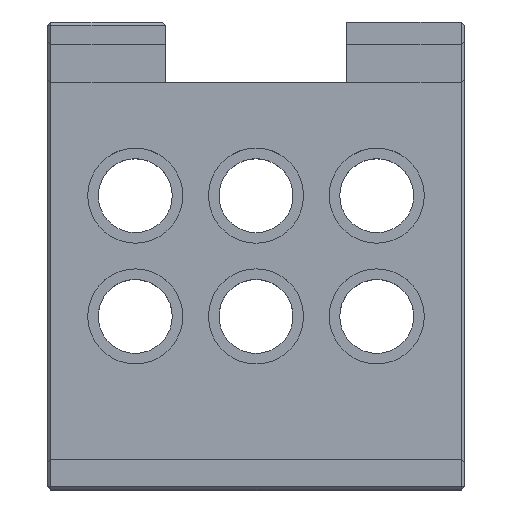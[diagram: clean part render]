
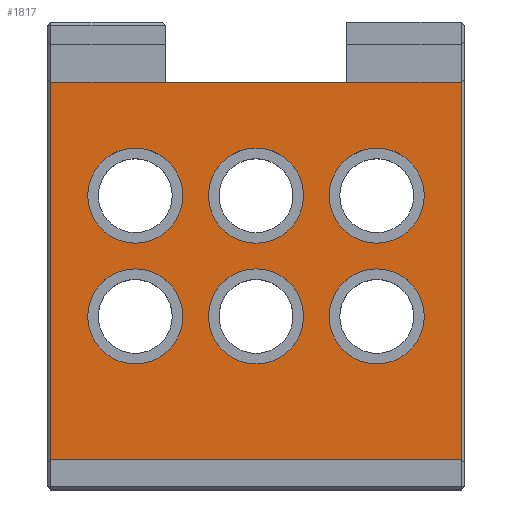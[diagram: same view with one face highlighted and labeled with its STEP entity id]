
A CAD part, top view. The second image highlights one B-rep face of the part: STEP entity #1817.
In plain terms, the highlighted planar face has unit normal (0, 0, 1).
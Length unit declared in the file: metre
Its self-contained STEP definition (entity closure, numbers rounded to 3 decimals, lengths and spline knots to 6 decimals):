
#32=LINE('',#2696,#241);
#77=LINE('',#2788,#286);
#78=LINE('',#2790,#287);
#79=LINE('',#2792,#288);
#80=LINE('',#2794,#289);
#81=LINE('',#2796,#290);
#241=VECTOR('',#2163,1.);
#286=VECTOR('',#2214,1.);
#287=VECTOR('',#2215,1.);
#288=VECTOR('',#2216,1.);
#289=VECTOR('',#2217,1.);
#290=VECTOR('',#2218,1.);
#437=PLANE('',#1963);
#611=ORIENTED_EDGE('',*,*,#1033,.T.);
#612=ORIENTED_EDGE('',*,*,#1031,.T.);
#613=ORIENTED_EDGE('',*,*,#1029,.T.);
#614=ORIENTED_EDGE('',*,*,#1027,.T.);
#615=ORIENTED_EDGE('',*,*,#1025,.T.);
#616=ORIENTED_EDGE('',*,*,#1023,.T.);
#617=ORIENTED_EDGE('',*,*,#1100,.F.);
#618=ORIENTED_EDGE('',*,*,#1101,.T.);
#619=ORIENTED_EDGE('',*,*,#1102,.T.);
#620=ORIENTED_EDGE('',*,*,#1103,.T.);
#621=ORIENTED_EDGE('',*,*,#1104,.F.);
#622=ORIENTED_EDGE('',*,*,#1055,.F.);
#1023=EDGE_CURVE('',#1268,#1268,#1424,.F.);
#1025=EDGE_CURVE('',#1270,#1270,#1426,.F.);
#1027=EDGE_CURVE('',#1272,#1272,#1428,.F.);
#1029=EDGE_CURVE('',#1274,#1274,#1430,.F.);
#1031=EDGE_CURVE('',#1276,#1276,#1432,.F.);
#1033=EDGE_CURVE('',#1278,#1278,#1434,.F.);
#1055=EDGE_CURVE('',#1300,#1301,#32,.T.);
#1100=EDGE_CURVE('',#1344,#1300,#77,.T.);
#1101=EDGE_CURVE('',#1344,#1345,#78,.T.);
#1102=EDGE_CURVE('',#1345,#1346,#79,.T.);
#1103=EDGE_CURVE('',#1346,#1347,#80,.T.);
#1104=EDGE_CURVE('',#1301,#1347,#81,.T.);
#1268=VERTEX_POINT('',#2623);
#1270=VERTEX_POINT('',#2628);
#1272=VERTEX_POINT('',#2633);
#1274=VERTEX_POINT('',#2638);
#1276=VERTEX_POINT('',#2643);
#1278=VERTEX_POINT('',#2648);
#1300=VERTEX_POINT('',#2697);
#1301=VERTEX_POINT('',#2698);
#1344=VERTEX_POINT('',#2789);
#1345=VERTEX_POINT('',#2791);
#1346=VERTEX_POINT('',#2793);
#1347=VERTEX_POINT('',#2795);
#1424=CIRCLE('',#1939,0.00315);
#1426=CIRCLE('',#1942,0.00315);
#1428=CIRCLE('',#1945,0.00315);
#1430=CIRCLE('',#1948,0.00315);
#1432=CIRCLE('',#1951,0.00315);
#1434=CIRCLE('',#1954,0.00315);
#1479=EDGE_LOOP('',(#611));
#1480=EDGE_LOOP('',(#612));
#1481=EDGE_LOOP('',(#613));
#1482=EDGE_LOOP('',(#614));
#1483=EDGE_LOOP('',(#615));
#1484=EDGE_LOOP('',(#616));
#1485=EDGE_LOOP('',(#617,#618,#619,#620,#621,#622));
#1642=FACE_BOUND('',#1479,.T.);
#1643=FACE_BOUND('',#1480,.T.);
#1644=FACE_BOUND('',#1481,.T.);
#1645=FACE_BOUND('',#1482,.T.);
#1646=FACE_BOUND('',#1483,.T.);
#1647=FACE_BOUND('',#1484,.T.);
#1648=FACE_BOUND('',#1485,.T.);
#1817=ADVANCED_FACE('',(#1642,#1643,#1644,#1645,#1646,#1647,#1648),#437,
 .T.);
#1939=AXIS2_PLACEMENT_3D('',#2622,#2099,#2100);
#1942=AXIS2_PLACEMENT_3D('',#2627,#2105,#2106);
#1945=AXIS2_PLACEMENT_3D('',#2632,#2111,#2112);
#1948=AXIS2_PLACEMENT_3D('',#2637,#2117,#2118);
#1951=AXIS2_PLACEMENT_3D('',#2642,#2123,#2124);
#1954=AXIS2_PLACEMENT_3D('',#2647,#2129,#2130);
#1963=AXIS2_PLACEMENT_3D('',#2787,#2212,#2213);
#2099=DIRECTION('',(0.,0.,1.));
#2100=DIRECTION('',(1.,0.,0.));
#2105=DIRECTION('',(0.,0.,1.));
#2106=DIRECTION('',(1.,0.,0.));
#2111=DIRECTION('',(0.,0.,1.));
#2112=DIRECTION('',(1.,0.,0.));
#2117=DIRECTION('',(0.,0.,1.));
#2118=DIRECTION('',(1.,0.,0.));
#2123=DIRECTION('',(0.,0.,1.));
#2124=DIRECTION('',(1.,0.,0.));
#2129=DIRECTION('',(0.,0.,1.));
#2130=DIRECTION('',(1.,0.,0.));
#2163=DIRECTION('',(1.,0.,0.));
#2212=DIRECTION('',(0.,0.,1.));
#2213=DIRECTION('',(1.,0.,0.));
#2214=DIRECTION('',(1.,0.,0.));
#2215=DIRECTION('',(0.,-1.,0.));
#2216=DIRECTION('',(1.,0.,0.));
#2217=DIRECTION('',(0.,1.,0.));
#2218=DIRECTION('',(1.,0.,0.));
#2622=CARTESIAN_POINT('',(-0.008,-0.004,0.002));
#2623=CARTESIAN_POINT('',(-0.00485,-0.004,0.002));
#2627=CARTESIAN_POINT('',(0.,-0.004,0.002));
#2628=CARTESIAN_POINT('',(0.00315,-0.004,0.002));
#2632=CARTESIAN_POINT('',(0.008,-0.004,0.002));
#2633=CARTESIAN_POINT('',(0.01115,-0.004,0.002));
#2637=CARTESIAN_POINT('',(0.008,0.004,0.002));
#2638=CARTESIAN_POINT('',(0.01115,0.004,0.002));
#2642=CARTESIAN_POINT('',(0.,0.004,0.002));
#2643=CARTESIAN_POINT('',(0.00315,0.004,0.002));
#2647=CARTESIAN_POINT('',(-0.008,0.004,0.002));
#2648=CARTESIAN_POINT('',(-0.00485,0.004,0.002));
#2696=CARTESIAN_POINT('',(0.0099,0.0115,0.002));
#2697=CARTESIAN_POINT('',(-0.006,0.0115,0.002));
#2698=CARTESIAN_POINT('',(0.006,0.0115,0.002));
#2787=CARTESIAN_POINT('',(0.,0.,0.002));
#2788=CARTESIAN_POINT('',(0.0099,0.0115,0.002));
#2789=CARTESIAN_POINT('',(-0.0136,0.0115,0.002));
#2790=CARTESIAN_POINT('',(-0.0136,0.,0.002));
#2791=CARTESIAN_POINT('',(-0.0136,-0.0135,0.002));
#2792=CARTESIAN_POINT('',(-0.01035,-0.0135,0.002));
#2793=CARTESIAN_POINT('',(0.0136,-0.0135,0.002));
#2794=CARTESIAN_POINT('',(0.0136,0.0115,0.002));
#2795=CARTESIAN_POINT('',(0.0136,0.0115,0.002));
#2796=CARTESIAN_POINT('',(0.0099,0.0115,0.002));
